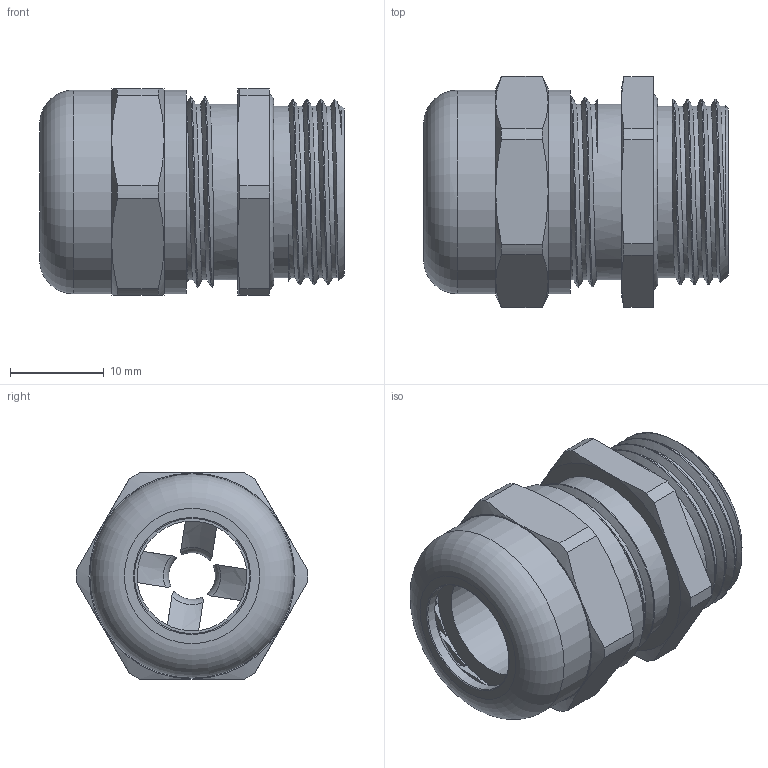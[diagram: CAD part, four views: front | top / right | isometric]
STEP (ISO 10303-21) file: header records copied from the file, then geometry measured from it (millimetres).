
FILE_DESCRIPTION(/* description */ ('Euro-Top-EMV 2. Gen. M 20x1,5'),/* implementation_level */ '2;1');
FILE_NAME(/* name */ '61080520-RST.stp',/* time_stamp */ '2020-02-12T12:59:49+01:00',/* author */ ('sl'),/* organization */ (''),/* preprocessor_version */ 'ST-DEVELOPER v16.5',/* originating_system */ 'Autodesk Inventor 2017',/* authorisation */ '');
FILE_SCHEMA (('AUTOMOTIVE_DESIGN { 1 0 10303 214 3 1 1 }'));
Length unit declared in the file: millimetre
Products named in the file (7): 61080520; 61080520_1; 61080520_2; 61080520_3; 61080520_4; 61080520_5; 61080520_6
Assembly tree (6 placements, depth 2):
  61080520
    61080520_1
    61080520_2
    61080520_3
    61080520_4
    61080520_5
    61080520_6
Bounding box: 32.54 x 24.68 x 22 mm (x, y, z)
Volume: 4978.3 mm3; surface area: 10151.4 mm2
Topology: 6 solids, 6 shells, 354 faces, 958 edges, 626 vertices
Faces by surface type: plane 155, cylinder 111, cone 41, torus 33, bspline 14
Full cylindrical faces by diameter (mm): 11.72 x1, 12.3 x1, 12.76 x1, 14.23 x1, 14.45 x3, 14.65 x4, 15.52 x1, 15.78 x1, 16.12 x1, 16.7 x1, 16.89 x1, 16.93 x1, 18.328 x4, 18.778 x3, 19.11 x1, 20.712 x7, 21.328 x1, 21.77 x2
Entity records: 14103 total; most frequent: CARTESIAN_POINT 5665, ORIENTED_EDGE 1742, DIRECTION 1728, EDGE_CURVE 871, AXIS2_PLACEMENT_3D 693, VERTEX_POINT 586, EDGE_LOOP 397, LINE 342
